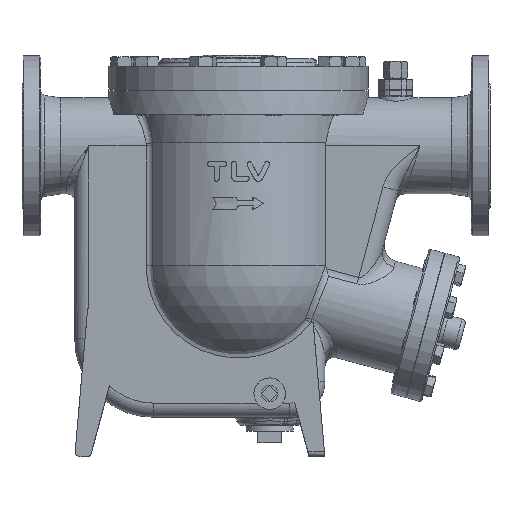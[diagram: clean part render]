
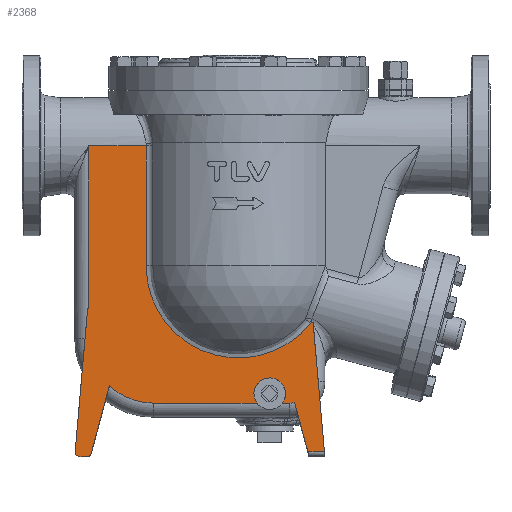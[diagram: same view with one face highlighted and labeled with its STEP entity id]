
A CAD part, front view. The second image highlights one B-rep face of the part: STEP entity #2368.
In plain terms, the highlighted planar face has unit normal (0, -1, 0).
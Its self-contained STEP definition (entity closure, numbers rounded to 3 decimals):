
#307=CARTESIAN_POINT('',(23.916,-61.,-397.0));
#308=VERTEX_POINT('',#307);
#309=CARTESIAN_POINT('',(55.916,-61.,-397.0));
#310=VERTEX_POINT('',#309);
#311=CARTESIAN_POINT('',(39.916,-61.,-385.));
#312=DIRECTION('',(0.0,1.0,0.0));
#313=DIRECTION('',(-1.0,0.0,0.0));
#314=AXIS2_PLACEMENT_3D('',#311,#312,#313);
#315=CIRCLE('',#314,20.0);
#316=EDGE_CURVE('',#308,#310,#315,.T.);
#367=CARTESIAN_POINT('',(-108.,-61.,-397.0));
#368=VERTEX_POINT('',#367);
#369=CARTESIAN_POINT('',(23.916,-61.,-397.0));
#370=DIRECTION('',(-1.0,0.0,0.0));
#371=VECTOR('',#370,131.916);
#372=LINE('',#369,#371);
#373=EDGE_CURVE('',#308,#368,#372,.T.);
#417=CARTESIAN_POINT('',(65.,-61.,-397.));
#418=VERTEX_POINT('',#417);
#426=CARTESIAN_POINT('',(65.,-61.,-397.));
#427=DIRECTION('',(-1.0,0.0,0.0));
#428=VECTOR('',#427,9.084);
#429=LINE('',#426,#428);
#430=EDGE_CURVE('',#418,#310,#429,.T.);
#2190=CARTESIAN_POINT('',(109.475,-61.0,-459.0));
#2191=VERTEX_POINT('',#2190);
#2199=CARTESIAN_POINT('',(88.392,-61.,-459.0));
#2200=VERTEX_POINT('',#2199);
#2201=CARTESIAN_POINT('',(109.475,-61.0,-459.0));
#2202=DIRECTION('',(-1.0,0.0,0.0));
#2203=VECTOR('',#2202,21.083);
#2204=LINE('',#2201,#2203);
#2205=EDGE_CURVE('',#2191,#2200,#2204,.T.);
#2225=CARTESIAN_POINT('',(-64.724,-61.,-252.404));
#2226=DIRECTION('',(0.0,1.0,0.0));
#2227=DIRECTION('',(0.0,0.0,1.0));
#2228=AXIS2_PLACEMENT_3D('',#2225,#2226,#2227);
#2229=PLANE('',#2228);
#2230=ORIENTED_EDGE('',*,*,#316,.T.);
#2231=ORIENTED_EDGE('',*,*,#430,.F.);
#2232=CARTESIAN_POINT('',(71.563,-61.,-396.19));
#2233=VERTEX_POINT('',#2232);
#2234=CARTESIAN_POINT('',(65.,-61.,-370.0));
#2235=DIRECTION('',(0.0,1.0,0.0));
#2236=DIRECTION('',(0.707,0.0,-0.707));
#2237=AXIS2_PLACEMENT_3D('',#2234,#2235,#2236);
#2238=CIRCLE('',#2237,27.);
#2239=EDGE_CURVE('',#2233,#418,#2238,.T.);
#2240=ORIENTED_EDGE('',*,*,#2239,.F.);
#2241=CARTESIAN_POINT('',(71.563,-61.,-396.19));
#2242=DIRECTION('',(0.259,0.0,-0.966));
#2243=VECTOR('',#2242,65.025);
#2244=LINE('',#2241,#2243);
#2245=EDGE_CURVE('',#2233,#2200,#2244,.T.);
#2246=ORIENTED_EDGE('',*,*,#2245,.T.);
#2247=ORIENTED_EDGE('',*,*,#2205,.F.);
#2248=CARTESIAN_POINT('',(95.1,-61.0,-294.689));
#2249=VERTEX_POINT('',#2248);
#2250=CARTESIAN_POINT('',(109.475,-61.0,-459.0));
#2251=DIRECTION('',(-0.087,0.0,0.996));
#2252=VECTOR('',#2251,164.938);
#2253=LINE('',#2250,#2252);
#2254=EDGE_CURVE('',#2191,#2249,#2253,.T.);
#2255=ORIENTED_EDGE('',*,*,#2254,.T.);
#2256=CARTESIAN_POINT('',(92.,-61.,-295.489));
#2257=VERTEX_POINT('',#2256);
#2258=CARTESIAN_POINT('',(92.,-61.,-295.489));
#2259=CARTESIAN_POINT('',(92.006,-61.,-295.487));
#2260=CARTESIAN_POINT('',(92.013,-61.,-295.484));
#2261=CARTESIAN_POINT('',(93.,-61.,-295.074));
#2262=CARTESIAN_POINT('',(94.042,-61.0,-294.822));
#2263=CARTESIAN_POINT('',(95.1,-61.0,-294.689));
#2264=B_SPLINE_CURVE_WITH_KNOTS('',3,(#2258,#2259,#2260,#2261,#2262,#2263),.UNSPECIFIED.,.F.,.U.,(4,2,4),(-1.067,-1.065,-0.744),.UNSPECIFIED.);
#2265=EDGE_CURVE('',#2257,#2249,#2264,.T.);
#2266=ORIENTED_EDGE('',*,*,#2265,.F.);
#2267=CARTESIAN_POINT('',(91.715,-61.,-295.413));
#2268=VERTEX_POINT('',#2267);
#2269=CARTESIAN_POINT('',(91.715,-61.,-295.413));
#2270=DIRECTION('',(0.966,0.,-0.259));
#2271=VECTOR('',#2270,0.295);
#2272=LINE('',#2269,#2271);
#2273=EDGE_CURVE('',#2268,#2257,#2272,.T.);
#2274=ORIENTED_EDGE('',*,*,#2273,.F.);
#2275=CARTESIAN_POINT('',(-117.167,-61.,-222.5));
#2276=VERTEX_POINT('',#2275);
#2277=CARTESIAN_POINT('',(0.,-61.,-222.5));
#2278=DIRECTION('',(0.0,-1.,0.0));
#2279=DIRECTION('',(-0.34,0.0,-0.94));
#2280=AXIS2_PLACEMENT_3D('',#2277,#2278,#2279);
#2281=CIRCLE('',#2280,117.167);
#2282=EDGE_CURVE('',#2276,#2268,#2281,.T.);
#2283=ORIENTED_EDGE('',*,*,#2282,.F.);
#2284=CARTESIAN_POINT('',(-117.167,-61.,-70.));
#2285=VERTEX_POINT('',#2284);
#2286=CARTESIAN_POINT('',(-117.167,-61.,-70.));
#2287=DIRECTION('',(0.0,0.0,-1.0));
#2288=VECTOR('',#2287,152.5);
#2289=LINE('',#2286,#2288);
#2290=EDGE_CURVE('',#2285,#2276,#2289,.T.);
#2291=ORIENTED_EDGE('',*,*,#2290,.F.);
#2292=CARTESIAN_POINT('',(-190.,-61.,-70.));
#2293=VERTEX_POINT('',#2292);
#2294=CARTESIAN_POINT('',(-117.167,-61.,-70.));
#2295=DIRECTION('',(-1.0,0.0,0.0));
#2296=VECTOR('',#2295,72.833);
#2297=LINE('',#2294,#2296);
#2298=EDGE_CURVE('',#2285,#2293,#2297,.T.);
#2299=ORIENTED_EDGE('',*,*,#2298,.T.);
#2300=CARTESIAN_POINT('',(-190.,-61.,-276.659));
#2301=VERTEX_POINT('',#2300);
#2302=CARTESIAN_POINT('',(-190.,-61.,-276.659));
#2303=DIRECTION('',(0.0,0.0,1.0));
#2304=VECTOR('',#2303,206.659);
#2305=LINE('',#2302,#2304);
#2306=EDGE_CURVE('',#2301,#2293,#2305,.T.);
#2307=ORIENTED_EDGE('',*,*,#2306,.F.);
#2308=CARTESIAN_POINT('',(-191.522,-61.,-276.659));
#2309=VERTEX_POINT('',#2308);
#2310=CARTESIAN_POINT('',(-190.,-61.,-276.659));
#2311=DIRECTION('',(-1.0,0.0,0.0));
#2312=VECTOR('',#2311,1.522);
#2313=LINE('',#2310,#2312);
#2314=EDGE_CURVE('',#2301,#2309,#2313,.T.);
#2315=ORIENTED_EDGE('',*,*,#2314,.T.);
#2316=CARTESIAN_POINT('',(-207.429,-61.,-458.477));
#2317=VERTEX_POINT('',#2316);
#2318=CARTESIAN_POINT('',(-191.522,-61.,-276.659));
#2319=DIRECTION('',(-0.087,0.0,-0.996));
#2320=VECTOR('',#2319,182.513);
#2321=LINE('',#2318,#2320);
#2322=EDGE_CURVE('',#2309,#2317,#2321,.T.);
#2323=ORIENTED_EDGE('',*,*,#2322,.T.);
#2324=CARTESIAN_POINT('',(-201.452,-61.,-465.0));
#2325=VERTEX_POINT('',#2324);
#2326=CARTESIAN_POINT('',(-201.452,-61.,-459.));
#2327=DIRECTION('',(0.0,1.,0.0));
#2328=DIRECTION('',(-0.737,0.0,-0.676));
#2329=AXIS2_PLACEMENT_3D('',#2326,#2327,#2328);
#2330=CIRCLE('',#2329,6.0);
#2331=EDGE_CURVE('',#2325,#2317,#2330,.T.);
#2332=ORIENTED_EDGE('',*,*,#2331,.F.);
#2333=CARTESIAN_POINT('',(-192.604,-61.,-465.));
#2334=VERTEX_POINT('',#2333);
#2335=CARTESIAN_POINT('',(-201.452,-61.,-465.0));
#2336=DIRECTION('',(1.0,0.0,0.0));
#2337=VECTOR('',#2336,8.848);
#2338=LINE('',#2335,#2337);
#2339=EDGE_CURVE('',#2325,#2334,#2338,.T.);
#2340=ORIENTED_EDGE('',*,*,#2339,.T.);
#2341=CARTESIAN_POINT('',(-186.808,-61.0,-460.553));
#2342=VERTEX_POINT('',#2341);
#2343=CARTESIAN_POINT('',(-192.604,-61.,-459.));
#2344=DIRECTION('',(0.0,1.,0.0));
#2345=DIRECTION('',(0.609,0.0,-0.793));
#2346=AXIS2_PLACEMENT_3D('',#2343,#2344,#2345);
#2347=CIRCLE('',#2346,6.);
#2348=EDGE_CURVE('',#2342,#2334,#2347,.T.);
#2349=ORIENTED_EDGE('',*,*,#2348,.F.);
#2350=CARTESIAN_POINT('',(-163.886,-61.,-375.006));
#2351=VERTEX_POINT('',#2350);
#2352=CARTESIAN_POINT('',(-186.808,-61.0,-460.553));
#2353=DIRECTION('',(0.259,0.,0.966));
#2354=VECTOR('',#2353,88.565);
#2355=LINE('',#2352,#2354);
#2356=EDGE_CURVE('',#2342,#2351,#2355,.T.);
#2357=ORIENTED_EDGE('',*,*,#2356,.T.);
#2358=CARTESIAN_POINT('',(-108.,-61.,-315.));
#2359=DIRECTION('',(0.0,1.,0.0));
#2360=DIRECTION('',(-0.707,0.0,-0.707));
#2361=AXIS2_PLACEMENT_3D('',#2358,#2359,#2360);
#2362=CIRCLE('',#2361,82.);
#2363=EDGE_CURVE('',#368,#2351,#2362,.T.);
#2364=ORIENTED_EDGE('',*,*,#2363,.F.);
#2365=ORIENTED_EDGE('',*,*,#373,.F.);
#2366=EDGE_LOOP('',(#2230,#2231,#2240,#2246,#2247,#2255,#2266,#2274,#2283,#2291,#2299,#2307,#2315,#2323,#2332,#2340,#2349,#2357,#2364,#2365));
#2367=FACE_OUTER_BOUND('',#2366,.T.);
#2368=ADVANCED_FACE('',(#2367),#2229,.F.);
